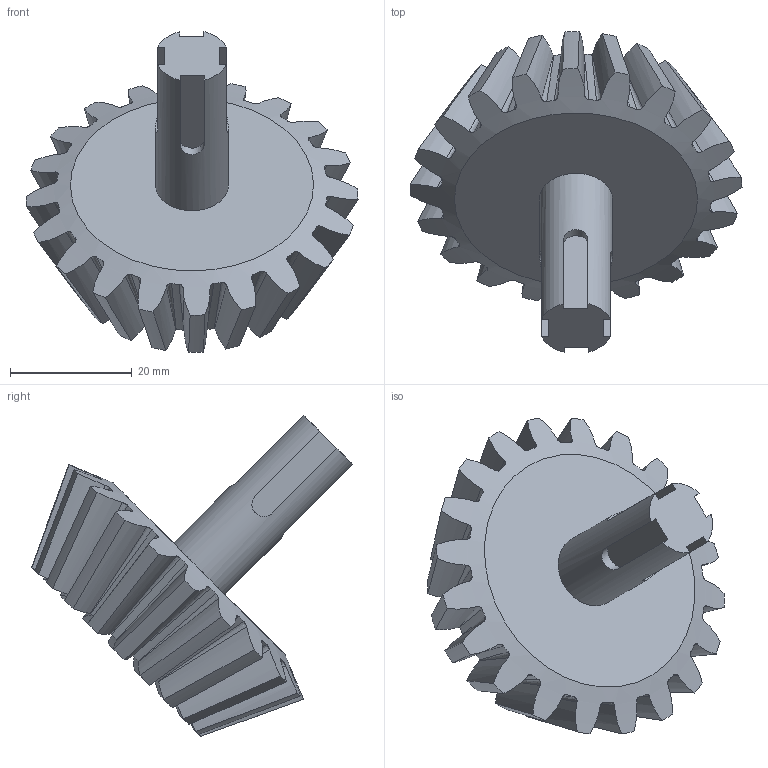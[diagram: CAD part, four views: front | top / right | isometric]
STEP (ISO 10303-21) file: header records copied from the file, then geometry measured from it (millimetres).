
FILE_DESCRIPTION(/* description */ ('STEP AP242','CAx-IF Rec.Pracs.---Representation and Presentation of Product Manufacturing Information (PMI)---4.0---2014-10-13','CAx-IF Rec.Pracs.---3D Tessellated Geometry---0.4---2014-09-14','2;1'),/* implementation_level */ '2;1');
FILE_NAME(/* name */ '630d201b6e1b8e4c031910c5',/* time_stamp */ '2022-08-29T20:22:52+00:00',/* author */ (''),/* organization */ (''),/* preprocessor_version */ 'ST-DEVELOPER v18.102',/* originating_system */ ' ',/* authorisation */ ' ');
FILE_SCHEMA (('AP242_MANAGED_MODEL_BASED_3D_ENGINEERING_MIM_LF { 1 0 10303 442 1 1 4 }'));
Length unit declared in the file: metre
Products named in the file (1): Geartransmission 1:1 45 deg angle v2
Bounding box: 54.6 x 52.77 x 52.77 mm (x, y, z)
Volume: 29718.8 mm3; surface area: 9346.2 mm2
Topology: 1 solids, 1 shells, 142 faces, 417 edges, 278 vertices
Faces by surface type: bspline 80, cone 42, plane 15, cylinder 5
Full cylindrical faces by diameter (mm): 12 x1
Entity records: 8174 total; most frequent: CARTESIAN_POINT 4958, ORIENTED_EDGE 826, DIRECTION 418, EDGE_CURVE 413, VERTEX_POINT 277, B_SPLINE_CURVE_WITH_KNOTS 209, AXIS2_PLACEMENT_3D 151, EDGE_LOOP 146
